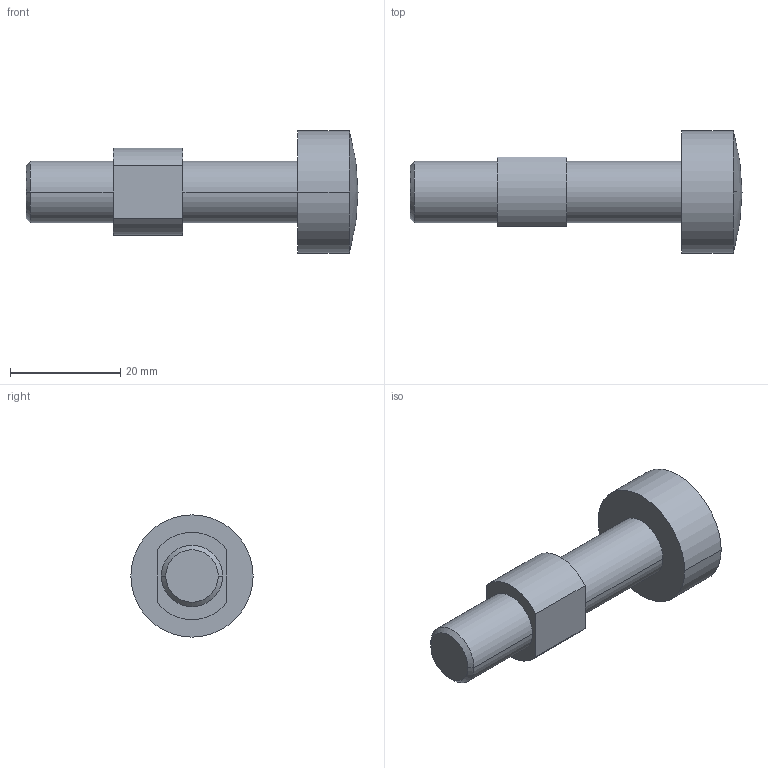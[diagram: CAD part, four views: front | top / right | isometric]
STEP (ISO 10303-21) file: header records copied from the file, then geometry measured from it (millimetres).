
FILE_DESCRIPTION((''),'2;1');
FILE_NAME('E154','2000-06-30T11:59:46',(''),(''),'AutoCAD STEP 2000','AutoCAD 2000',', , ');
FILE_SCHEMA(('CONFIG_CONTROL_DESIGN'));
Length unit declared in the file: inch
Bounding box: 60.33 x 22.23 x 22.23 mm (x, y, z)
Volume: 9747.4 mm3; surface area: 3478.2 mm2
Topology: 1 solids, 1 shells, 18 faces, 37 edges, 24 vertices
Faces by surface type: cylinder 8, plane 5, sphere 2, cone 2, bspline 1
Entity records: 585 total; most frequent: DIRECTION 94, CARTESIAN_POINT 83, ORIENTED_EDGE 74, AXIS2_PLACEMENT_3D 39, EDGE_CURVE 37, VERTEX_POINT 24, CIRCLE 21, EDGE_LOOP 21
